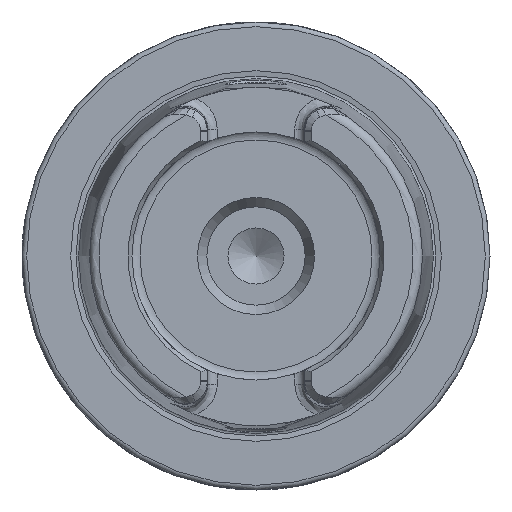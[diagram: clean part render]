
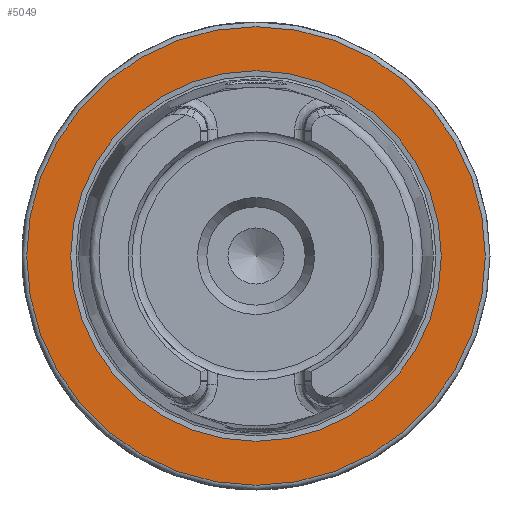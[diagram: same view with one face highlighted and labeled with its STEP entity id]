
A CAD part, left-side view. The second image highlights one B-rep face of the part: STEP entity #5049.
In plain terms, the highlighted planar face has unit normal (-1, 0, 0).
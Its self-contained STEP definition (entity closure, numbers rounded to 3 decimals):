
#133=FACE_BOUND('',#820,.T.);
#236=PLANE('',#5497);
#509=FACE_OUTER_BOUND('',#819,.T.);
#819=EDGE_LOOP('',(#4349,#4350));
#820=EDGE_LOOP('',(#4351,#4352));
#1978=CIRCLE('',#5495,39.587);
#1979=CIRCLE('',#5496,39.587);
#1980=CIRCLE('',#5498,49.);
#1981=CIRCLE('',#5499,49.);
#2397=VERTEX_POINT('',#11574);
#2398=VERTEX_POINT('',#11576);
#2399=VERTEX_POINT('',#11580);
#2400=VERTEX_POINT('',#11581);
#3068=EDGE_CURVE('',#2398,#2397,#1978,.T.);
#3069=EDGE_CURVE('',#2397,#2398,#1979,.T.);
#3070=EDGE_CURVE('',#2399,#2400,#1980,.T.);
#3071=EDGE_CURVE('',#2400,#2399,#1981,.T.);
#4349=ORIENTED_EDGE('',*,*,#3070,.F.);
#4350=ORIENTED_EDGE('',*,*,#3071,.F.);
#4351=ORIENTED_EDGE('',*,*,#3068,.T.);
#4352=ORIENTED_EDGE('',*,*,#3069,.T.);
#5049=ADVANCED_FACE('',(#509,#133),#236,.T.);
#5495=AXIS2_PLACEMENT_3D('',#11577,#6490,#6491);
#5496=AXIS2_PLACEMENT_3D('',#11578,#6492,#6493);
#5497=AXIS2_PLACEMENT_3D('',#11579,#6494,#6495);
#5498=AXIS2_PLACEMENT_3D('',#11582,#6496,#6497);
#5499=AXIS2_PLACEMENT_3D('',#11583,#6498,#6499);
#6490=DIRECTION('center_axis',(1.,0.,0.));
#6491=DIRECTION('ref_axis',(0.,0.,-1.));
#6492=DIRECTION('center_axis',(1.,0.,0.));
#6493=DIRECTION('ref_axis',(0.,0.,-1.));
#6494=DIRECTION('center_axis',(-1.,0.,0.));
#6495=DIRECTION('ref_axis',(0.,0.,1.));
#6496=DIRECTION('center_axis',(1.,0.,0.));
#6497=DIRECTION('ref_axis',(0.,0.,-1.));
#6498=DIRECTION('center_axis',(1.,0.,0.));
#6499=DIRECTION('ref_axis',(0.,0.,-1.));
#11574=CARTESIAN_POINT('',(0.,-39.587,0.));
#11576=CARTESIAN_POINT('',(0.,39.587,0.));
#11577=CARTESIAN_POINT('Origin',(0.,0.,0.));
#11578=CARTESIAN_POINT('Origin',(0.,0.,0.));
#11579=CARTESIAN_POINT('Origin',(0.,49.,
0.));
#11580=CARTESIAN_POINT('',(0.,49.,0.));
#11581=CARTESIAN_POINT('',(0.,0.,
49.));
#11582=CARTESIAN_POINT('Origin',(0.,0.,0.));
#11583=CARTESIAN_POINT('Origin',(0.,0.,0.));
